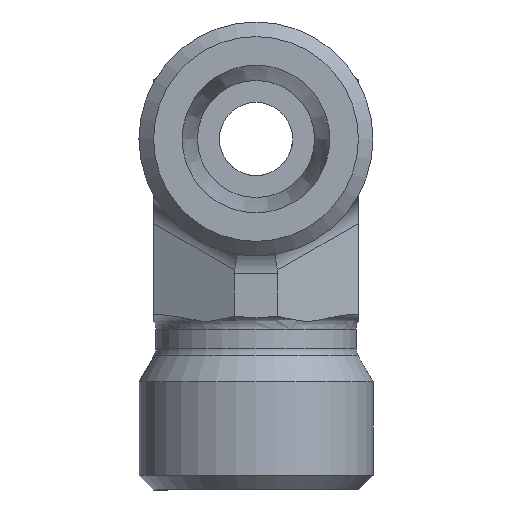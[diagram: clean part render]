
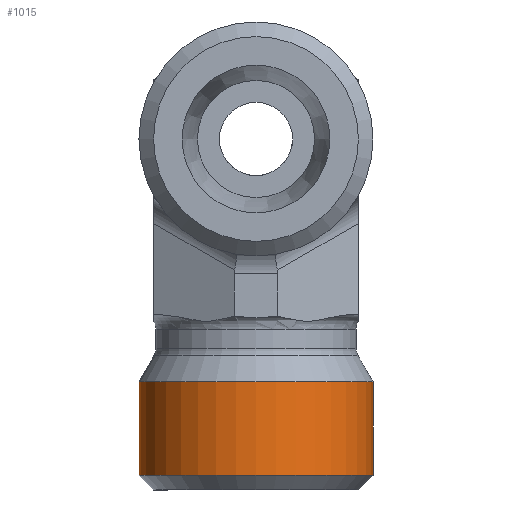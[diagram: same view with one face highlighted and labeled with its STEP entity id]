
A CAD part, front view. The second image highlights one B-rep face of the part: STEP entity #1015.
In plain terms, the highlighted cylindrical face has radius 8 mm (diameter 16 mm), a full revolution.
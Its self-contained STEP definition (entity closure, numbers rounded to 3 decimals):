
#973=CARTESIAN_POINT('',(-27.485,9.544,-9.));
#974=VERTEX_POINT('',#973);
#975=CARTESIAN_POINT('',(-19.485,9.544,-9.));
#976=DIRECTION('',(0.0,0.0,-1.0));
#977=DIRECTION('',(1.0,0.0,0.0));
#978=AXIS2_PLACEMENT_3D('',#975,#976,#977);
#979=CIRCLE('',#978,8.0);
#980=EDGE_CURVE('',#974,#974,#979,.T.);
#996=CARTESIAN_POINT('',(-19.485,9.544,-10.));
#997=DIRECTION('',(0.,0.0,1.0));
#998=DIRECTION('',(1.0,0.0,0.0));
#999=AXIS2_PLACEMENT_3D('',#996,#997,#998);
#1000=CYLINDRICAL_SURFACE('',#999,8.0);
#1001=CARTESIAN_POINT('',(-27.485,9.544,-2.592));
#1002=VERTEX_POINT('',#1001);
#1003=CARTESIAN_POINT('',(-19.485,9.544,-2.592));
#1004=DIRECTION('',(0.0,0.0,-1.0));
#1005=DIRECTION('',(1.0,0.0,0.0));
#1006=AXIS2_PLACEMENT_3D('',#1003,#1004,#1005);
#1007=CIRCLE('',#1006,8.0);
#1008=EDGE_CURVE('',#1002,#1002,#1007,.T.);
#1009=ORIENTED_EDGE('',*,*,#1008,.T.);
#1010=EDGE_LOOP('',(#1009));
#1011=FACE_OUTER_BOUND('',#1010,.T.);
#1012=ORIENTED_EDGE('',*,*,#980,.F.);
#1013=EDGE_LOOP('',(#1012));
#1014=FACE_BOUND('',#1013,.T.);
#1015=ADVANCED_FACE('',(#1011,#1014),#1000,.T.);
